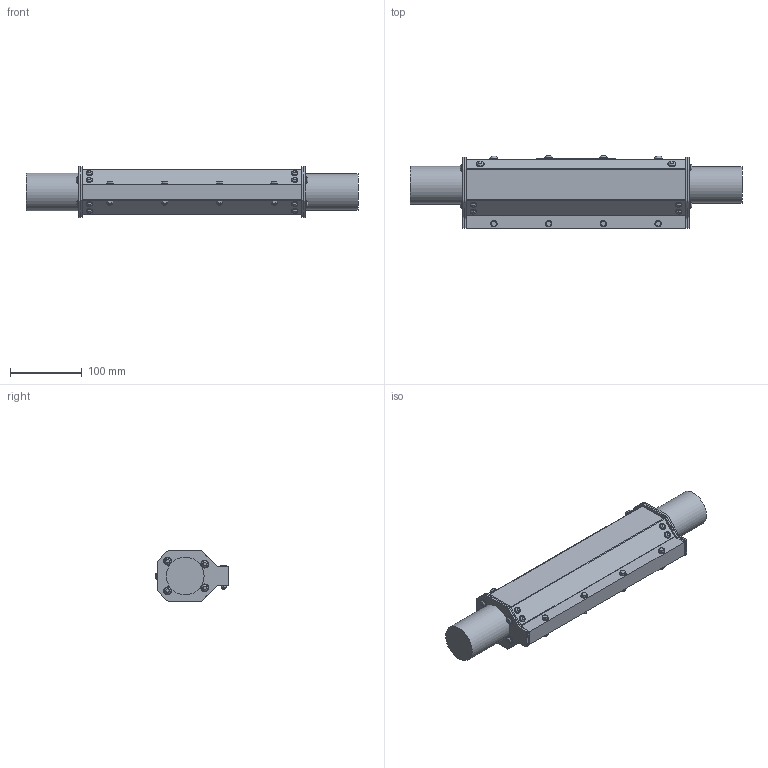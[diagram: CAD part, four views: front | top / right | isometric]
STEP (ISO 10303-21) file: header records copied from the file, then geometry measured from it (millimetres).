
FILE_DESCRIPTION(/* description */ (''),/* implementation_level */ '2;1');
FILE_NAME(/* name */ 'MA22xxxxxx012 DUMMY.stp',/* time_stamp */ '2018-02-13T10:09:22-05:00',/* author */ ('James'),/* organization */ (''),/* preprocessor_version */ 'ST-DEVELOPER v16.5',/* originating_system */ 'Autodesk Inventor 2017',/* authorisation */ '');
FILE_SCHEMA (('AUTOMOTIVE_DESIGN { 1 0 10303 214 3 1 1 }'));
Length unit declared in the file: inch
Products named in the file (1): MA22xxxxxx012 DUMMY
Bounding box: 461.98 x 101.23 x 71.12 mm (x, y, z)
Volume: 1809626.9 mm3; surface area: 128120.7 mm2
Topology: 1 solids, 1 shells, 417 faces, 933 edges, 613 vertices
Faces by surface type: plane 187, cylinder 118, cone 76, sphere 24, bspline 8, torus 4
Full cylindrical faces by diameter (mm): 7.6 x8, 9 x16, 9.5 x12, 10.5 x4, 11 x16, 50.8 x1, 52.451 x1
Entity records: 20343 total; most frequent: CARTESIAN_POINT 11408, DIRECTION 1826, ORIENTED_EDGE 1668, EDGE_CURVE 834, AXIS2_PLACEMENT_3D 758, VERTEX_POINT 580, EDGE_LOOP 578, FACE_OUTER_BOUND 417
